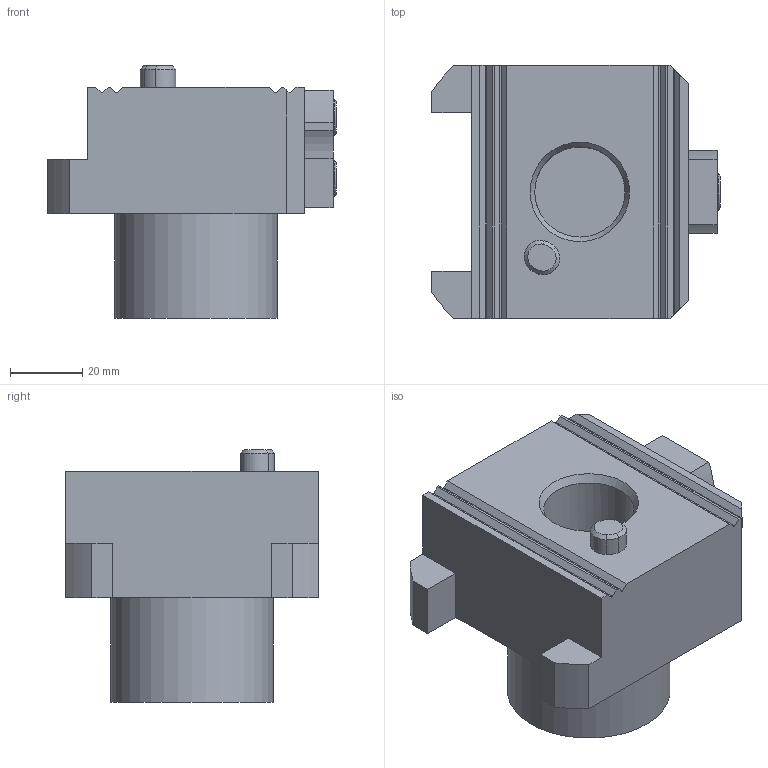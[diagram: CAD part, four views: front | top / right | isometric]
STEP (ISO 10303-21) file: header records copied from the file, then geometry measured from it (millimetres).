
FILE_DESCRIPTION(/* description */ (''),/* implementation_level */ '2;1');
FILE_NAME(/* name */ 'W7040078_stp.stp',/* time_stamp */ '2013-09-04T12:51:24+02:00',/* author */ (''),/* organization */ (''),/* preprocessor_version */ 'ST-DEVELOPER v11',/* originating_system */ 'SIEMENS PLM Software NX 7.5',/* authorisation */ '');
FILE_SCHEMA (('AUTOMOTIVE_DESIGN { 1 0 10303 214 1 1 1 1 }'));
Length unit declared in the file: millimetre
Products named in the file (1): reic2B5Al8g2
Bounding box: 79.85 x 70 x 70 mm (x, y, z)
Volume: 175200.4 mm3; surface area: 27778 mm2
Topology: 1 solids, 1 shells, 80 faces, 205 edges, 135 vertices
Faces by surface type: plane 52, cylinder 18, cone 10
Full cylindrical faces by diameter (mm): 10 x2, 25 x1, 45 x1
Entity records: 2537 total; most frequent: CARTESIAN_POINT 420, DIRECTION 400, ORIENTED_EDGE 390, EDGE_CURVE 195, LINE 144, VECTOR 144, VERTEX_POINT 132, AXIS2_PLACEMENT_3D 128
